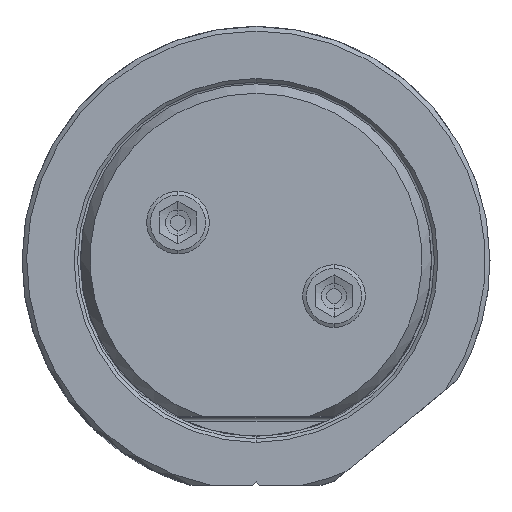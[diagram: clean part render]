
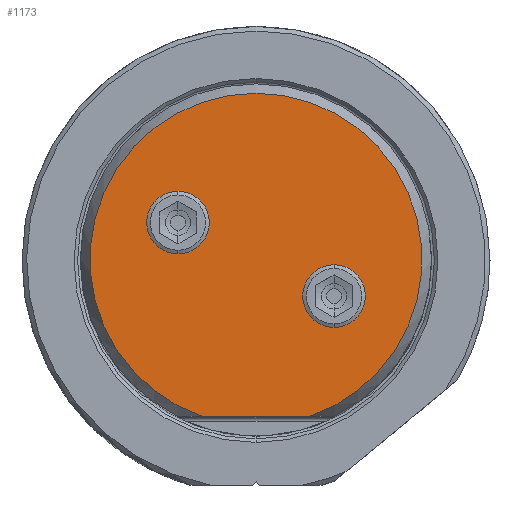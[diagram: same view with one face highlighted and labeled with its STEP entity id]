
A CAD part, top view. The second image highlights one B-rep face of the part: STEP entity #1173.
In plain terms, the highlighted planar face has unit normal (0, 0, 1).
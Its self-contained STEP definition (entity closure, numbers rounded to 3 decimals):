
#152=PLANE('',#6165);
#221=FACE_BOUND('',#1861,.T.);
#222=FACE_BOUND('',#1862,.T.);
#223=FACE_BOUND('',#1863,.T.);
#400=LINE('',#11906,#722);
#722=VECTOR('',#7324,1.);
#1173=ADVANCED_FACE('',(#221,#222,#223),#152,.T.);
#1861=EDGE_LOOP('',(#3074,#3075,#3076));
#1862=EDGE_LOOP('',(#3077,#3078));
#1863=EDGE_LOOP('',(#3079,#3080));
#3074=ORIENTED_EDGE('',*,*,#5005,.T.);
#3075=ORIENTED_EDGE('',*,*,#5008,.T.);
#3076=ORIENTED_EDGE('',*,*,#5006,.T.);
#3077=ORIENTED_EDGE('',*,*,#5011,.T.);
#3078=ORIENTED_EDGE('',*,*,#5012,.T.);
#3079=ORIENTED_EDGE('',*,*,#5013,.T.);
#3080=ORIENTED_EDGE('',*,*,#5014,.T.);
#4309=VERTEX_POINT('',#11896);
#4310=VERTEX_POINT('',#11898);
#4311=VERTEX_POINT('',#11900);
#4312=VERTEX_POINT('',#11913);
#4313=VERTEX_POINT('',#11914);
#4314=VERTEX_POINT('',#11917);
#4315=VERTEX_POINT('',#11918);
#5005=EDGE_CURVE('',#4310,#4309,#5528,.T.);
#5006=EDGE_CURVE('',#4311,#4310,#5529,.T.);
#5008=EDGE_CURVE('',#4309,#4311,#400,.T.);
#5011=EDGE_CURVE('',#4312,#4313,#5530,.T.);
#5012=EDGE_CURVE('',#4313,#4312,#5531,.T.);
#5013=EDGE_CURVE('',#4314,#4315,#5532,.T.);
#5014=EDGE_CURVE('',#4315,#4314,#5533,.T.);
#5528=CIRCLE('',#6155,18.022);
#5529=CIRCLE('',#6156,18.022);
#5530=CIRCLE('',#6161,3.4);
#5531=CIRCLE('',#6162,3.4);
#5532=CIRCLE('',#6163,3.4);
#5533=CIRCLE('',#6164,3.4);
#6155=AXIS2_PLACEMENT_3D('',#11897,#7318,#7319);
#6156=AXIS2_PLACEMENT_3D('',#11899,#7320,#7321);
#6161=AXIS2_PLACEMENT_3D('',#11912,#7333,#7334);
#6162=AXIS2_PLACEMENT_3D('',#11915,#7335,#7336);
#6163=AXIS2_PLACEMENT_3D('',#11916,#7337,#7338);
#6164=AXIS2_PLACEMENT_3D('',#11919,#7339,#7340);
#6165=AXIS2_PLACEMENT_3D('',#11920,#7341,#7342);
#7318=DIRECTION('',(0.,0.,1.));
#7319=DIRECTION('',(0.,1.,0.));
#7320=DIRECTION('',(0.,0.,1.));
#7321=DIRECTION('',(0.324,-0.946,0.));
#7324=DIRECTION('',(1.,0.,0.));
#7333=DIRECTION('',(0.,0.,-1.));
#7334=DIRECTION('',(1.,0.,0.));
#7335=DIRECTION('',(0.,0.,-1.));
#7336=DIRECTION('',(-1.,0.,0.));
#7337=DIRECTION('',(0.,0.,-1.));
#7338=DIRECTION('',(1.,0.,0.));
#7339=DIRECTION('',(0.,0.,-1.));
#7340=DIRECTION('',(-1.,0.,0.));
#7341=DIRECTION('',(0.,0.,1.));
#7342=DIRECTION('',(1.,0.,0.));
#11896=CARTESIAN_POINT('',(-5.839,-17.05,69.85));
#11897=CARTESIAN_POINT('',(0.,0.,69.85));
#11898=CARTESIAN_POINT('',(0.,18.022,69.85));
#11899=CARTESIAN_POINT('',(0.,0.,69.85));
#11900=CARTESIAN_POINT('',(5.839,-17.05,69.85));
#11906=CARTESIAN_POINT('',(-5.839,-17.05,69.85));
#11912=CARTESIAN_POINT('',(8.47,-3.99,69.85));
#11913=CARTESIAN_POINT('',(11.87,-3.99,69.85));
#11914=CARTESIAN_POINT('',(5.07,-3.99,69.85));
#11915=CARTESIAN_POINT('',(8.47,-3.99,69.85));
#11916=CARTESIAN_POINT('',(-8.47,3.99,69.85));
#11917=CARTESIAN_POINT('',(-5.07,3.99,69.85));
#11918=CARTESIAN_POINT('',(-11.87,3.99,69.85));
#11919=CARTESIAN_POINT('',(-8.47,3.99,69.85));
#11920=CARTESIAN_POINT('',(0.,0.486,69.85));
